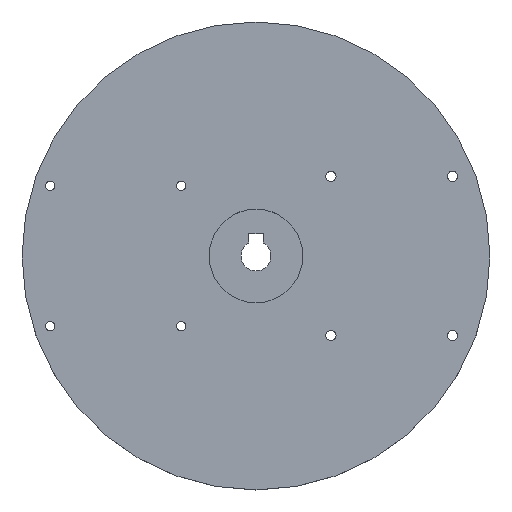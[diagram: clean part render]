
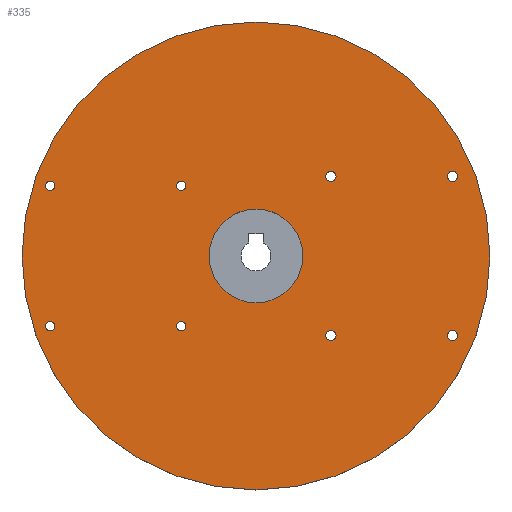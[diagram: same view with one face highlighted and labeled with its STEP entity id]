
A CAD part, top view. The second image highlights one B-rep face of the part: STEP entity #335.
In plain terms, the highlighted planar face has unit normal (0, 0, 1).
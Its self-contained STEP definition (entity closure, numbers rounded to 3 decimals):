
#16=FACE_BOUND('',#74,.T.);
#17=FACE_BOUND('',#75,.T.);
#18=FACE_BOUND('',#76,.T.);
#19=FACE_BOUND('',#77,.T.);
#20=FACE_BOUND('',#78,.T.);
#21=FACE_BOUND('',#79,.T.);
#22=FACE_BOUND('',#80,.T.);
#23=FACE_BOUND('',#81,.T.);
#24=FACE_BOUND('',#82,.T.);
#38=PLANE('',#397);
#55=FACE_OUTER_BOUND('',#73,.T.);
#73=EDGE_LOOP('',(#286));
#74=EDGE_LOOP('',(#287));
#75=EDGE_LOOP('',(#288));
#76=EDGE_LOOP('',(#289));
#77=EDGE_LOOP('',(#290));
#78=EDGE_LOOP('',(#291));
#79=EDGE_LOOP('',(#292));
#80=EDGE_LOOP('',(#293));
#81=EDGE_LOOP('',(#294));
#82=EDGE_LOOP('',(#295));
#133=CIRCLE('',#361,2.5);
#135=CIRCLE('',#364,2.5);
#137=CIRCLE('',#367,2.5);
#139=CIRCLE('',#370,2.5);
#141=CIRCLE('',#373,2.75);
#143=CIRCLE('',#376,2.75);
#145=CIRCLE('',#379,2.75);
#147=CIRCLE('',#382,2.75);
#151=CIRCLE('',#391,25.);
#153=CIRCLE('',#395,125.);
#155=VERTEX_POINT('',#501);
#157=VERTEX_POINT('',#507);
#159=VERTEX_POINT('',#513);
#161=VERTEX_POINT('',#519);
#163=VERTEX_POINT('',#525);
#165=VERTEX_POINT('',#531);
#167=VERTEX_POINT('',#537);
#169=VERTEX_POINT('',#543);
#179=VERTEX_POINT('',#573);
#181=VERTEX_POINT('',#580);
#183=EDGE_CURVE('',#155,#155,#133,.T.);
#186=EDGE_CURVE('',#157,#157,#135,.T.);
#189=EDGE_CURVE('',#159,#159,#137,.T.);
#192=EDGE_CURVE('',#161,#161,#139,.T.);
#195=EDGE_CURVE('',#163,#163,#141,.T.);
#198=EDGE_CURVE('',#165,#165,#143,.T.);
#201=EDGE_CURVE('',#167,#167,#145,.T.);
#204=EDGE_CURVE('',#169,#169,#147,.T.);
#219=EDGE_CURVE('',#179,#179,#151,.T.);
#222=EDGE_CURVE('',#181,#181,#153,.T.);
#286=ORIENTED_EDGE('',*,*,#222,.T.);
#287=ORIENTED_EDGE('',*,*,#183,.T.);
#288=ORIENTED_EDGE('',*,*,#186,.T.);
#289=ORIENTED_EDGE('',*,*,#189,.T.);
#290=ORIENTED_EDGE('',*,*,#192,.T.);
#291=ORIENTED_EDGE('',*,*,#195,.T.);
#292=ORIENTED_EDGE('',*,*,#198,.T.);
#293=ORIENTED_EDGE('',*,*,#201,.T.);
#294=ORIENTED_EDGE('',*,*,#204,.T.);
#295=ORIENTED_EDGE('',*,*,#219,.T.);
#335=ADVANCED_FACE('',(#55,#16,#17,#18,#19,#20,#21,#22,#23,#24),#38,.T.);
#361=AXIS2_PLACEMENT_3D('',#502,#403,#404);
#364=AXIS2_PLACEMENT_3D('',#508,#410,#411);
#367=AXIS2_PLACEMENT_3D('',#514,#417,#418);
#370=AXIS2_PLACEMENT_3D('',#520,#424,#425);
#373=AXIS2_PLACEMENT_3D('',#526,#431,#432);
#376=AXIS2_PLACEMENT_3D('',#532,#438,#439);
#379=AXIS2_PLACEMENT_3D('',#538,#445,#446);
#382=AXIS2_PLACEMENT_3D('',#544,#452,#453);
#391=AXIS2_PLACEMENT_3D('',#574,#481,#482);
#395=AXIS2_PLACEMENT_3D('',#581,#490,#491);
#397=AXIS2_PLACEMENT_3D('',#585,#495,#496);
#403=DIRECTION('center_axis',(0.,0.,-1.));
#404=DIRECTION('ref_axis',(1.,0.,0.));
#410=DIRECTION('center_axis',(0.,0.,-1.));
#411=DIRECTION('ref_axis',(1.,0.,0.));
#417=DIRECTION('center_axis',(0.,0.,-1.));
#418=DIRECTION('ref_axis',(1.,0.,0.));
#424=DIRECTION('center_axis',(0.,0.,-1.));
#425=DIRECTION('ref_axis',(1.,0.,0.));
#431=DIRECTION('center_axis',(0.,0.,-1.));
#432=DIRECTION('ref_axis',(1.,0.,0.));
#438=DIRECTION('center_axis',(0.,0.,-1.));
#439=DIRECTION('ref_axis',(1.,0.,0.));
#445=DIRECTION('center_axis',(0.,0.,-1.));
#446=DIRECTION('ref_axis',(1.,0.,0.));
#452=DIRECTION('center_axis',(0.,0.,-1.));
#453=DIRECTION('ref_axis',(1.,0.,0.));
#481=DIRECTION('center_axis',(0.,0.,-1.));
#482=DIRECTION('ref_axis',(1.,0.,0.));
#490=DIRECTION('center_axis',(0.,0.,1.));
#491=DIRECTION('ref_axis',(1.,0.,0.));
#495=DIRECTION('center_axis',(0.,0.,1.));
#496=DIRECTION('ref_axis',(1.,0.,0.));
#501=CARTESIAN_POINT('',(-42.5,-37.5,20.));
#502=CARTESIAN_POINT('Origin',(-40.,-37.5,20.));
#507=CARTESIAN_POINT('',(-42.5,37.5,20.));
#508=CARTESIAN_POINT('Origin',(-40.,37.5,20.));
#513=CARTESIAN_POINT('',(-112.5,-37.5,20.));
#514=CARTESIAN_POINT('Origin',(-110.,-37.5,20.));
#519=CARTESIAN_POINT('',(-112.5,37.5,20.));
#520=CARTESIAN_POINT('Origin',(-110.,37.5,20.));
#525=CARTESIAN_POINT('',(37.25,-42.5,20.));
#526=CARTESIAN_POINT('Origin',(40.,-42.5,20.));
#531=CARTESIAN_POINT('',(102.25,42.5,20.));
#532=CARTESIAN_POINT('Origin',(105.,42.5,20.));
#537=CARTESIAN_POINT('',(102.25,-42.5,20.));
#538=CARTESIAN_POINT('Origin',(105.,-42.5,20.));
#543=CARTESIAN_POINT('',(37.25,42.5,20.));
#544=CARTESIAN_POINT('Origin',(40.,42.5,20.));
#573=CARTESIAN_POINT('',(-25.,0.,20.));
#574=CARTESIAN_POINT('Origin',(0.,0.,20.));
#580=CARTESIAN_POINT('',(-125.,0.,20.));
#581=CARTESIAN_POINT('Origin',(0.,0.,20.));
#585=CARTESIAN_POINT('Origin',(0.,0.,20.));
